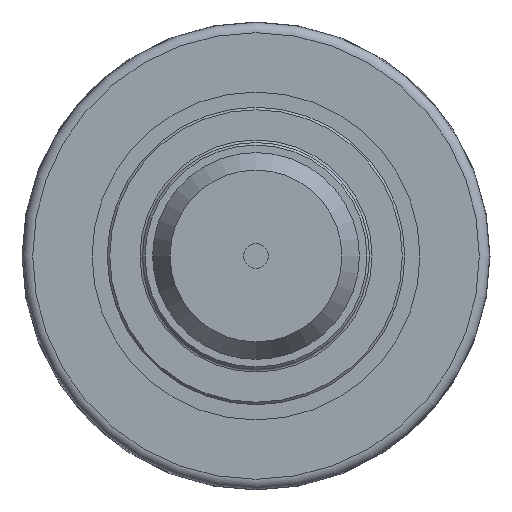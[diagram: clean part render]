
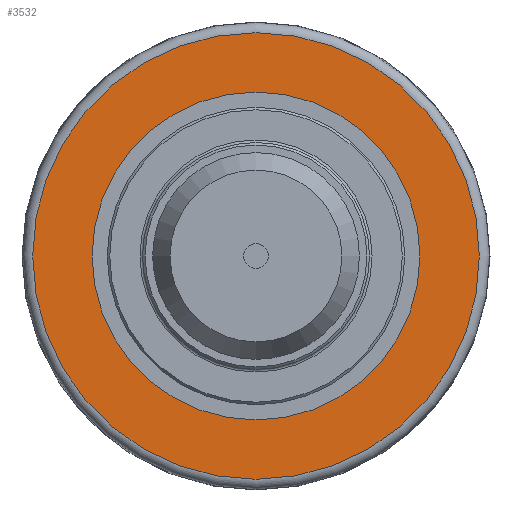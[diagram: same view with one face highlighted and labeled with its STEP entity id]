
A CAD part, left-side view. The second image highlights one B-rep face of the part: STEP entity #3532.
In plain terms, the highlighted planar face has unit normal (-1, 0, 0).
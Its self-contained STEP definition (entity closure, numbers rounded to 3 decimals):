
#575=FACE_BOUND('',#1035,.T.);
#642=PLANE('',#3957);
#814=FACE_OUTER_BOUND('',#1034,.T.);
#1034=EDGE_LOOP('',(#3145,#3146));
#1035=EDGE_LOOP('',(#3147,#3148));
#1257=CIRCLE('',#3935,32.5);
#1258=CIRCLE('',#3936,32.5);
#1273=CIRCLE('',#3955,44.279);
#1274=CIRCLE('',#3956,44.279);
#1622=VERTEX_POINT('',#6858);
#1623=VERTEX_POINT('',#6859);
#1635=VERTEX_POINT('',#6919);
#1636=VERTEX_POINT('',#6921);
#2125=EDGE_CURVE('',#1622,#1623,#1257,.T.);
#2126=EDGE_CURVE('',#1623,#1622,#1258,.T.);
#2143=EDGE_CURVE('',#1635,#1636,#1273,.T.);
#2144=EDGE_CURVE('',#1636,#1635,#1274,.T.);
#3145=ORIENTED_EDGE('',*,*,#2144,.F.);
#3146=ORIENTED_EDGE('',*,*,#2143,.F.);
#3147=ORIENTED_EDGE('',*,*,#2126,.T.);
#3148=ORIENTED_EDGE('',*,*,#2125,.T.);
#3532=ADVANCED_FACE('',(#814,#575),#642,.T.);
#3935=AXIS2_PLACEMENT_3D('',#6860,#4870,#4871);
#3936=AXIS2_PLACEMENT_3D('',#6861,#4872,#4873);
#3955=AXIS2_PLACEMENT_3D('',#6922,#4912,#4913);
#3956=AXIS2_PLACEMENT_3D('',#6923,#4914,#4915);
#3957=AXIS2_PLACEMENT_3D('',#6924,#4916,#4917);
#4870=DIRECTION('center_axis',(1.,0.,0.));
#4871=DIRECTION('ref_axis',(0.,0.,-1.));
#4872=DIRECTION('center_axis',(1.,0.,0.));
#4873=DIRECTION('ref_axis',(0.,0.,-1.));
#4912=DIRECTION('center_axis',(1.,0.,0.));
#4913=DIRECTION('ref_axis',(0.,0.,
1.));
#4914=DIRECTION('center_axis',(1.,0.,0.));
#4915=DIRECTION('ref_axis',(0.,0.,
1.));
#4916=DIRECTION('center_axis',(-1.,0.,0.));
#4917=DIRECTION('ref_axis',(0.,1.,0.));
#6858=CARTESIAN_POINT('',(23.2,0.,32.5));
#6859=CARTESIAN_POINT('',(23.2,0.,-32.5));
#6860=CARTESIAN_POINT('Origin',(23.2,0.,0.));
#6861=CARTESIAN_POINT('Origin',(23.2,0.,0.));
#6919=CARTESIAN_POINT('',(23.2,44.279,0.));
#6921=CARTESIAN_POINT('',(23.2,0.,-44.279));
#6922=CARTESIAN_POINT('Origin',(23.2,0.,0.));
#6923=CARTESIAN_POINT('Origin',(23.2,0.,0.));
#6924=CARTESIAN_POINT('Origin',(23.2,0.,-39.37));
